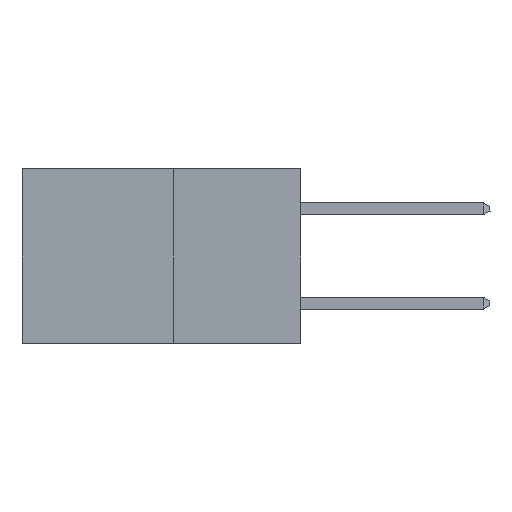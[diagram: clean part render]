
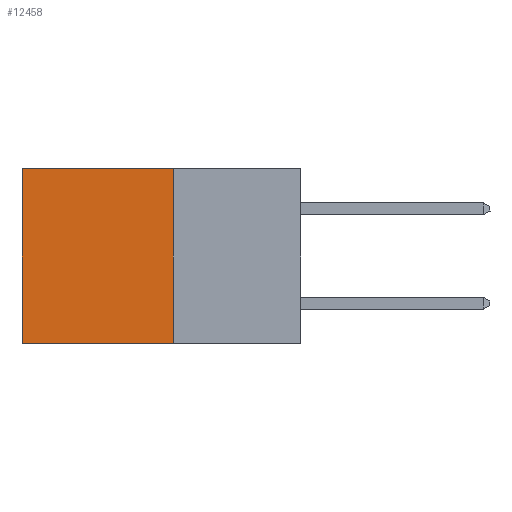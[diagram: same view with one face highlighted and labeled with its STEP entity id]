
A CAD part, left-side view. The second image highlights one B-rep face of the part: STEP entity #12458.
In plain terms, the highlighted planar face has unit normal (-1, 0, 0).
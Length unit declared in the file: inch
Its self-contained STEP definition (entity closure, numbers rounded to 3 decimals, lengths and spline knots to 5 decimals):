
#689 = VERTEX_POINT ( 'NONE', #8504 ) ;
#904 = AXIS2_PLACEMENT_3D ( 'NONE', #18017, #9520, #24398 ) ;
#2040 = DIRECTION ( 'NONE',  ( 0., 0., -1. ) ) ;
#3031 = VERTEX_POINT ( 'NONE', #26819 ) ;
#3223 = LINE ( 'NONE', #8578, #8289 ) ;
#3240 = ORIENTED_EDGE ( 'NONE', *, *, #23933, .F. ) ;
#5127 = VECTOR ( 'NONE', #24865, 39.37008 ) ;
#5139 = PLANE ( 'NONE',  #904 ) ;
#5824 = LINE ( 'NONE', #7820, #5127 ) ;
#6148 = VERTEX_POINT ( 'NONE', #20921 ) ;
#6411 = LINE ( 'NONE', #14948, #23461 ) ;
#7820 = CARTESIAN_POINT ( 'NONE',  ( 0.277, 0.27, -0.37 ) ) ;
#8228 = DIRECTION ( 'NONE',  ( 0., 0., -1. ) ) ;
#8289 = VECTOR ( 'NONE', #25597, 39.37008 ) ;
#8504 = CARTESIAN_POINT ( 'NONE',  ( 0.277, 0.59, -0.37 ) ) ;
#8578 = CARTESIAN_POINT ( 'NONE',  ( 0.277, 0.27, 0. ) ) ;
#9520 = DIRECTION ( 'NONE',  ( 1., 0., 0. ) ) ;
#9657 = ORIENTED_EDGE ( 'NONE', *, *, #15411, .T. ) ;
#9829 = ORIENTED_EDGE ( 'NONE', *, *, #21545, .T. ) ;
#10052 = VERTEX_POINT ( 'NONE', #13184 ) ;
#10172 = ORIENTED_EDGE ( 'NONE', *, *, #27185, .F. ) ;
#11196 = EDGE_LOOP ( 'NONE', ( #9657, #3240, #10172, #9829 ) ) ;
#11338 = VECTOR ( 'NONE', #8228, 39.37008 ) ;
#12027 = LINE ( 'NONE', #21026, #11338 ) ;
#12458 = ADVANCED_FACE ( 'NONE', ( #21887 ), #5139, .F. ) ;
#13184 = CARTESIAN_POINT ( 'NONE',  ( 0.277, 0.59, 0. ) ) ;
#14948 = CARTESIAN_POINT ( 'NONE',  ( 0.277, 0.27, -0.37 ) ) ;
#15411 = EDGE_CURVE ( 'NONE', #10052, #689, #12027, .T. ) ;
#18017 = CARTESIAN_POINT ( 'NONE',  ( 0.277, 0.27, -0.37 ) ) ;
#20921 = CARTESIAN_POINT ( 'NONE',  ( 0.277, 0.27, 0. ) ) ;
#21026 = CARTESIAN_POINT ( 'NONE',  ( 0.277, 0.59, -0.37 ) ) ;
#21545 = EDGE_CURVE ( 'NONE', #6148, #10052, #3223, .T. ) ;
#21887 = FACE_OUTER_BOUND ( 'NONE', #11196, .T. ) ;
#23461 = VECTOR ( 'NONE', #2040, 39.37008 ) ;
#23933 = EDGE_CURVE ( 'NONE', #3031, #689, #5824, .T. ) ;
#24398 = DIRECTION ( 'NONE',  ( 0., 0., -1. ) ) ;
#24865 = DIRECTION ( 'NONE',  ( 0., 1., 0. ) ) ;
#25597 = DIRECTION ( 'NONE',  ( 0., 1., 0. ) ) ;
#26819 = CARTESIAN_POINT ( 'NONE',  ( 0.277, 0.27, -0.37 ) ) ;
#27185 = EDGE_CURVE ( 'NONE', #6148, #3031, #6411, .T. ) ;
